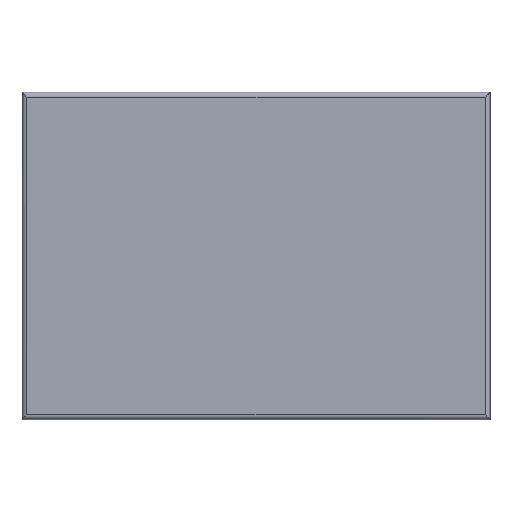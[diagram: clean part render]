
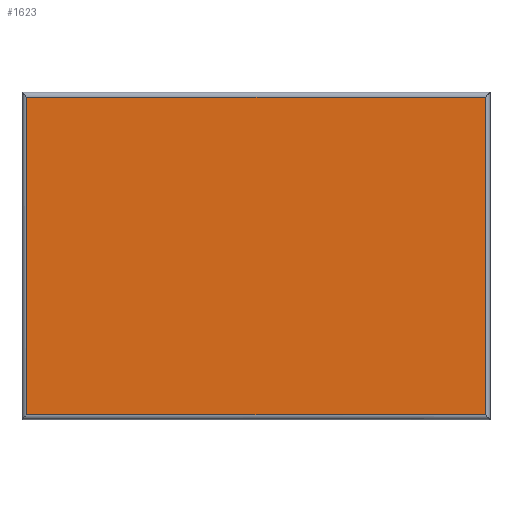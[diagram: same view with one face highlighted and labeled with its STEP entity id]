
A CAD part, top view. The second image highlights one B-rep face of the part: STEP entity #1623.
In plain terms, the highlighted planar face has unit normal (0, 0, 1).
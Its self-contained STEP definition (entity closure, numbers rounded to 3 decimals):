
#72 = CYLINDRICAL_SURFACE('',#73,0.4);
#73 = AXIS2_PLACEMENT_3D('',#74,#75,#76);
#74 = CARTESIAN_POINT('',(19.465,13.895,2.6));
#75 = DIRECTION('',(0.,-1.,0.));
#76 = DIRECTION('',(1.,0.,0.));
#290 = CYLINDRICAL_SURFACE('',#291,0.4);
#291 = AXIS2_PLACEMENT_3D('',#292,#293,#294);
#292 = CARTESIAN_POINT('',(-19.865,13.495,2.6));
#293 = DIRECTION('',(1.,0.,0.));
#294 = DIRECTION('',(0.,1.,0.));
#468 = VERTEX_POINT('',#469);
#469 = CARTESIAN_POINT('',(19.465,13.495,3.));
#503 = EDGE_CURVE('',#468,#504,#506,.T.);
#504 = VERTEX_POINT('',#505);
#505 = CARTESIAN_POINT('',(19.465,-13.495,3.));
#506 = SURFACE_CURVE('',#507,(#511,#518),.PCURVE_S1.);
#507 = LINE('',#508,#509);
#508 = CARTESIAN_POINT('',(19.465,13.895,3.));
#509 = VECTOR('',#510,1.);
#510 = DIRECTION('',(0.,-1.,0.));
#511 = PCURVE('',#72,#512);
#512 = DEFINITIONAL_REPRESENTATION('',(#513),#517);
#513 = LINE('',#514,#515);
#514 = CARTESIAN_POINT('',(1.571,0.));
#515 = VECTOR('',#516,1.);
#516 = DIRECTION('',(0.,1.));
#517 = ( GEOMETRIC_REPRESENTATION_CONTEXT(2) 
PARAMETRIC_REPRESENTATION_CONTEXT() REPRESENTATION_CONTEXT('2D SPACE',''
  ) );
#518 = PCURVE('',#519,#524);
#519 = PLANE('',#520);
#520 = AXIS2_PLACEMENT_3D('',#521,#522,#523);
#521 = CARTESIAN_POINT('',(0.,0.,3.));
#522 = DIRECTION('',(-0.,-0.,-1.));
#523 = DIRECTION('',(-1.,0.,0.));
#524 = DEFINITIONAL_REPRESENTATION('',(#525),#529);
#525 = LINE('',#526,#527);
#526 = CARTESIAN_POINT('',(-19.465,13.895));
#527 = VECTOR('',#528,1.);
#528 = DIRECTION('',(0.,-1.));
#529 = ( GEOMETRIC_REPRESENTATION_CONTEXT(2) 
PARAMETRIC_REPRESENTATION_CONTEXT() REPRESENTATION_CONTEXT('2D SPACE',''
  ) );
#552 = CYLINDRICAL_SURFACE('',#553,0.4);
#553 = AXIS2_PLACEMENT_3D('',#554,#555,#556);
#554 = CARTESIAN_POINT('',(19.865,-13.495,2.6));
#555 = DIRECTION('',(-1.,0.,0.));
#556 = DIRECTION('',(0.,0.,1.));
#1231 = CYLINDRICAL_SURFACE('',#1232,0.4);
#1232 = AXIS2_PLACEMENT_3D('',#1233,#1234,#1235);
#1233 = CARTESIAN_POINT('',(-19.465,-13.895,2.6));
#1234 = DIRECTION('',(0.,1.,0.));
#1235 = DIRECTION('',(0.,0.,1.));
#1342 = VERTEX_POINT('',#1343);
#1343 = CARTESIAN_POINT('',(-19.465,13.495,3.));
#1377 = EDGE_CURVE('',#1342,#468,#1378,.T.);
#1378 = SURFACE_CURVE('',#1379,(#1383,#1390),.PCURVE_S1.);
#1379 = LINE('',#1380,#1381);
#1380 = CARTESIAN_POINT('',(-19.865,13.495,3.));
#1381 = VECTOR('',#1382,1.);
#1382 = DIRECTION('',(1.,0.,0.));
#1383 = PCURVE('',#290,#1384);
#1384 = DEFINITIONAL_REPRESENTATION('',(#1385),#1389);
#1385 = LINE('',#1386,#1387);
#1386 = CARTESIAN_POINT('',(1.571,0.));
#1387 = VECTOR('',#1388,1.);
#1388 = DIRECTION('',(0.,1.));
#1389 = ( GEOMETRIC_REPRESENTATION_CONTEXT(2) 
PARAMETRIC_REPRESENTATION_CONTEXT() REPRESENTATION_CONTEXT('2D SPACE',''
  ) );
#1390 = PCURVE('',#519,#1391);
#1391 = DEFINITIONAL_REPRESENTATION('',(#1392),#1396);
#1392 = LINE('',#1393,#1394);
#1393 = CARTESIAN_POINT('',(19.865,13.495));
#1394 = VECTOR('',#1395,1.);
#1395 = DIRECTION('',(-1.,0.));
#1396 = ( GEOMETRIC_REPRESENTATION_CONTEXT(2) 
PARAMETRIC_REPRESENTATION_CONTEXT() REPRESENTATION_CONTEXT('2D SPACE',''
  ) );
#1623 = ADVANCED_FACE('',(#1624),#519,.F.);
#1624 = FACE_BOUND('',#1625,.F.);
#1625 = EDGE_LOOP('',(#1626,#1627,#1628,#1651));
#1626 = ORIENTED_EDGE('',*,*,#1377,.T.);
#1627 = ORIENTED_EDGE('',*,*,#503,.T.);
#1628 = ORIENTED_EDGE('',*,*,#1629,.T.);
#1629 = EDGE_CURVE('',#504,#1630,#1632,.T.);
#1630 = VERTEX_POINT('',#1631);
#1631 = CARTESIAN_POINT('',(-19.465,-13.495,3.));
#1632 = SURFACE_CURVE('',#1633,(#1637,#1644),.PCURVE_S1.);
#1633 = LINE('',#1634,#1635);
#1634 = CARTESIAN_POINT('',(19.865,-13.495,3.));
#1635 = VECTOR('',#1636,1.);
#1636 = DIRECTION('',(-1.,0.,0.));
#1637 = PCURVE('',#519,#1638);
#1638 = DEFINITIONAL_REPRESENTATION('',(#1639),#1643);
#1639 = LINE('',#1640,#1641);
#1640 = CARTESIAN_POINT('',(-19.865,-13.495));
#1641 = VECTOR('',#1642,1.);
#1642 = DIRECTION('',(1.,0.));
#1643 = ( GEOMETRIC_REPRESENTATION_CONTEXT(2) 
PARAMETRIC_REPRESENTATION_CONTEXT() REPRESENTATION_CONTEXT('2D SPACE',''
  ) );
#1644 = PCURVE('',#552,#1645);
#1645 = DEFINITIONAL_REPRESENTATION('',(#1646),#1650);
#1646 = LINE('',#1647,#1648);
#1647 = CARTESIAN_POINT('',(-0.,0.));
#1648 = VECTOR('',#1649,1.);
#1649 = DIRECTION('',(-0.,1.));
#1650 = ( GEOMETRIC_REPRESENTATION_CONTEXT(2) 
PARAMETRIC_REPRESENTATION_CONTEXT() REPRESENTATION_CONTEXT('2D SPACE',''
  ) );
#1651 = ORIENTED_EDGE('',*,*,#1652,.T.);
#1652 = EDGE_CURVE('',#1630,#1342,#1653,.T.);
#1653 = SURFACE_CURVE('',#1654,(#1658,#1665),.PCURVE_S1.);
#1654 = LINE('',#1655,#1656);
#1655 = CARTESIAN_POINT('',(-19.465,-13.895,3.));
#1656 = VECTOR('',#1657,1.);
#1657 = DIRECTION('',(0.,1.,0.));
#1658 = PCURVE('',#519,#1659);
#1659 = DEFINITIONAL_REPRESENTATION('',(#1660),#1664);
#1660 = LINE('',#1661,#1662);
#1661 = CARTESIAN_POINT('',(19.465,-13.895));
#1662 = VECTOR('',#1663,1.);
#1663 = DIRECTION('',(0.,1.));
#1664 = ( GEOMETRIC_REPRESENTATION_CONTEXT(2) 
PARAMETRIC_REPRESENTATION_CONTEXT() REPRESENTATION_CONTEXT('2D SPACE',''
  ) );
#1665 = PCURVE('',#1231,#1666);
#1666 = DEFINITIONAL_REPRESENTATION('',(#1667),#1671);
#1667 = LINE('',#1668,#1669);
#1668 = CARTESIAN_POINT('',(-0.,0.));
#1669 = VECTOR('',#1670,1.);
#1670 = DIRECTION('',(-0.,1.));
#1671 = ( GEOMETRIC_REPRESENTATION_CONTEXT(2) 
PARAMETRIC_REPRESENTATION_CONTEXT() REPRESENTATION_CONTEXT('2D SPACE',''
  ) );
